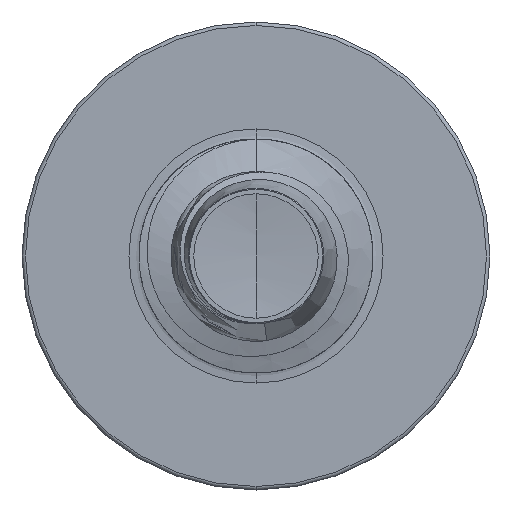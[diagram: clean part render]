
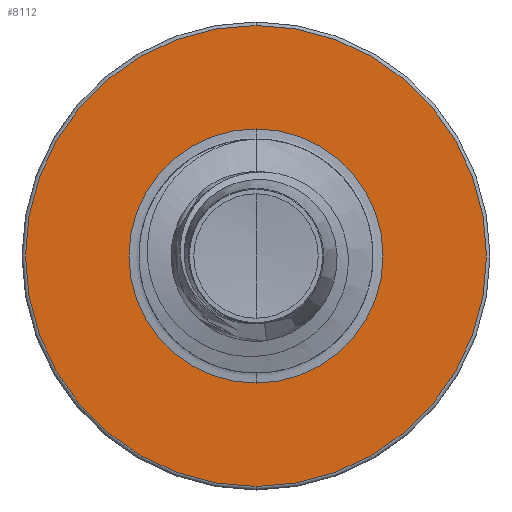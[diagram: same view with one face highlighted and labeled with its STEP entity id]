
A CAD part, front view. The second image highlights one B-rep face of the part: STEP entity #8112.
In plain terms, the highlighted planar face has unit normal (0, -1, 0).
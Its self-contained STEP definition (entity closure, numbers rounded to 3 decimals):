
#401 = CIRCLE ( 'NONE', #16236, 1.086 ) ;
#1939 = CARTESIAN_POINT ( 'NONE',  ( 0., 8., -1.086 ) ) ;
#1940 = CARTESIAN_POINT ( 'NONE',  ( 0., 8., 1.97 ) ) ;
#2766 = FACE_BOUND ( 'NONE', #8985, .T. ) ;
#2768 = DIRECTION ( 'NONE',  ( 0., 0., 1. ) ) ;
#2796 = PLANE ( 'NONE',  #12786 ) ;
#2834 = CARTESIAN_POINT ( 'NONE',  ( 0., 8., -1.086 ) ) ;
#2852 = EDGE_CURVE ( 'NONE', #8438, #16000, #401, .T. ) ;
#2876 = DIRECTION ( 'NONE',  ( 0., 1., 0. ) ) ;
#2940 = ORIENTED_EDGE ( 'NONE', *, *, #3723, .F. ) ;
#3723 = EDGE_CURVE ( 'NONE', #4376, #11350, #5603, .T. ) ;
#4376 = VERTEX_POINT ( 'NONE', #1940 ) ;
#4519 = DIRECTION ( 'NONE',  ( 0., 0., 1. ) ) ;
#4523 = DIRECTION ( 'NONE',  ( 0., 1., 0. ) ) ;
#4565 = CARTESIAN_POINT ( 'NONE',  ( 0., 8., 0. ) ) ;
#5573 = CIRCLE ( 'NONE', #11636, 1.97 ) ;
#5603 = CIRCLE ( 'NONE', #8708, 1.97 ) ;
#8013 = EDGE_LOOP ( 'NONE', ( #2940, #11106 ) ) ;
#8112 = ADVANCED_FACE ( 'NONE', ( #16734, #2766 ), #2796, .F. ) ;
#8438 = VERTEX_POINT ( 'NONE', #1939 ) ;
#8708 = AXIS2_PLACEMENT_3D ( 'NONE', #4565, #4523, #4519 ) ;
#8772 = AXIS2_PLACEMENT_3D ( 'NONE', #16260, #16252, #16242 ) ;
#8939 = DIRECTION ( 'NONE',  ( 0., 0., 1. ) ) ;
#8962 = DIRECTION ( 'NONE',  ( 0., 1., 0. ) ) ;
#8985 = EDGE_LOOP ( 'NONE', ( #14384, #9298 ) ) ;
#9076 = CARTESIAN_POINT ( 'NONE',  ( 0., 8., 0. ) ) ;
#9298 = ORIENTED_EDGE ( 'NONE', *, *, #2852, .T. ) ;
#11106 = ORIENTED_EDGE ( 'NONE', *, *, #16019, .F. ) ;
#11350 = VERTEX_POINT ( 'NONE', #12378 ) ;
#11636 = AXIS2_PLACEMENT_3D ( 'NONE', #15881, #15877, #15872 ) ;
#12378 = CARTESIAN_POINT ( 'NONE',  ( 0., 8., -1.97 ) ) ;
#12786 = AXIS2_PLACEMENT_3D ( 'NONE', #2834, #2876, #2768 ) ;
#13549 = CIRCLE ( 'NONE', #8772, 1.086 ) ;
#14384 = ORIENTED_EDGE ( 'NONE', *, *, #15372, .T. ) ;
#15372 = EDGE_CURVE ( 'NONE', #16000, #8438, #13549, .T. ) ;
#15872 = DIRECTION ( 'NONE',  ( 0., 0., 1. ) ) ;
#15877 = DIRECTION ( 'NONE',  ( 0., 1., 0. ) ) ;
#15881 = CARTESIAN_POINT ( 'NONE',  ( 0., 8., 0. ) ) ;
#15912 = CARTESIAN_POINT ( 'NONE',  ( 0., 8., 1.086 ) ) ;
#16000 = VERTEX_POINT ( 'NONE', #15912 ) ;
#16019 = EDGE_CURVE ( 'NONE', #11350, #4376, #5573, .T. ) ;
#16236 = AXIS2_PLACEMENT_3D ( 'NONE', #9076, #8962, #8939 ) ;
#16242 = DIRECTION ( 'NONE',  ( 0., 0., 1. ) ) ;
#16252 = DIRECTION ( 'NONE',  ( 0., 1., 0. ) ) ;
#16260 = CARTESIAN_POINT ( 'NONE',  ( 0., 8., 0. ) ) ;
#16734 = FACE_OUTER_BOUND ( 'NONE', #8013, .T. ) ;
